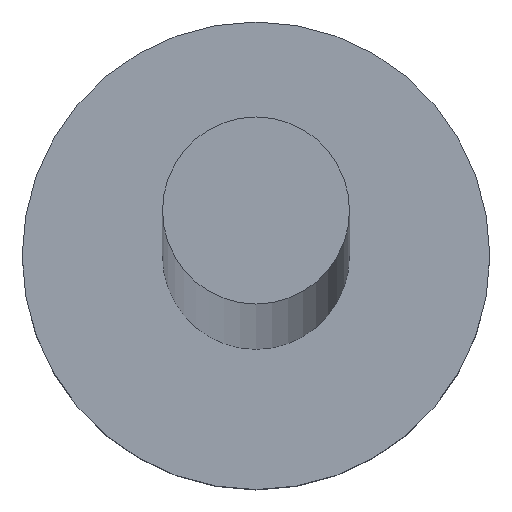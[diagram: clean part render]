
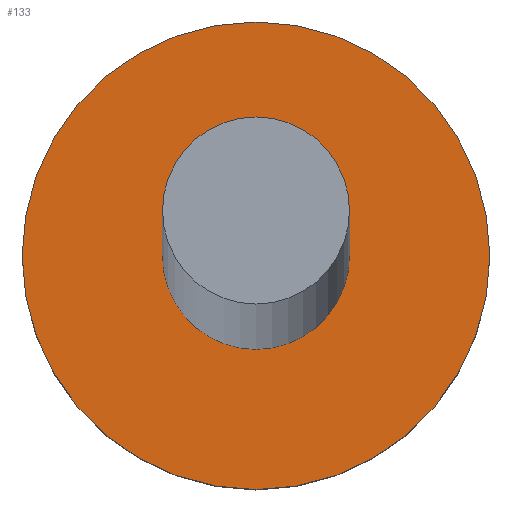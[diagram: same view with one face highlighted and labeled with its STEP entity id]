
A CAD part, top view. The second image highlights one B-rep face of the part: STEP entity #133.
In plain terms, the highlighted planar face has unit normal (0, 0, 1).
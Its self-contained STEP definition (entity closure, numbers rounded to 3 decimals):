
#16 = DIRECTION ( 'NONE',  ( 0., 0., 1. ) ) ;
#20 = AXIS2_PLACEMENT_3D ( 'NONE', #135, #100, #212 ) ;
#26 = CARTESIAN_POINT ( 'NONE',  ( 0., 0., 1.2 ) ) ;
#38 = DIRECTION ( 'NONE',  ( 1., 0., 0. ) ) ;
#39 = CIRCLE ( 'NONE', #64, 0.5 ) ;
#40 = VERTEX_POINT ( 'NONE', #215 ) ;
#58 = VERTEX_POINT ( 'NONE', #59 ) ;
#59 = CARTESIAN_POINT ( 'NONE',  ( 1.25, 0., 1.2 ) ) ;
#60 = EDGE_CURVE ( 'NONE', #58, #209, #241, .T. ) ;
#64 = AXIS2_PLACEMENT_3D ( 'NONE', #73, #213, #38 ) ;
#70 = AXIS2_PLACEMENT_3D ( 'NONE', #26, #239, #139 ) ;
#73 = CARTESIAN_POINT ( 'NONE',  ( 0., 0., 1.2 ) ) ;
#76 = EDGE_CURVE ( 'NONE', #40, #187, #253, .T. ) ;
#80 = DIRECTION ( 'NONE',  ( 0., 0., 1. ) ) ;
#81 = EDGE_CURVE ( 'NONE', #187, #40, #39, .T. ) ;
#87 = FACE_OUTER_BOUND ( 'NONE', #192, .T. ) ;
#95 = AXIS2_PLACEMENT_3D ( 'NONE', #194, #80, #181 ) ;
#100 = DIRECTION ( 'NONE',  ( 0., 0., 1. ) ) ;
#122 = PLANE ( 'NONE',  #70 ) ;
#131 = CARTESIAN_POINT ( 'NONE',  ( 0., 0., 1.2 ) ) ;
#133 = ADVANCED_FACE ( 'NONE', ( #196, #87 ), #122, .T. ) ;
#135 = CARTESIAN_POINT ( 'NONE',  ( 0., 0., 1.2 ) ) ;
#137 = CARTESIAN_POINT ( 'NONE',  ( -1.25, 0., 1.2 ) ) ;
#139 = DIRECTION ( 'NONE',  ( 1., 0., 0. ) ) ;
#144 = ORIENTED_EDGE ( 'NONE', *, *, #147, .T. ) ;
#147 = EDGE_CURVE ( 'NONE', #209, #58, #214, .T. ) ;
#149 = EDGE_LOOP ( 'NONE', ( #226, #250 ) ) ;
#167 = DIRECTION ( 'NONE',  ( 1., 0., 0. ) ) ;
#168 = AXIS2_PLACEMENT_3D ( 'NONE', #131, #16, #167 ) ;
#181 = DIRECTION ( 'NONE',  ( 1., 0., 0. ) ) ;
#187 = VERTEX_POINT ( 'NONE', #246 ) ;
#192 = EDGE_LOOP ( 'NONE', ( #144, #229 ) ) ;
#194 = CARTESIAN_POINT ( 'NONE',  ( 0., 0., 1.2 ) ) ;
#196 = FACE_BOUND ( 'NONE', #149, .T. ) ;
#209 = VERTEX_POINT ( 'NONE', #137 ) ;
#212 = DIRECTION ( 'NONE',  ( 1., 0., 0. ) ) ;
#213 = DIRECTION ( 'NONE',  ( 0., 0., 1. ) ) ;
#214 = CIRCLE ( 'NONE', #95, 1.25 ) ;
#215 = CARTESIAN_POINT ( 'NONE',  ( -0.5, 0., 1.2 ) ) ;
#226 = ORIENTED_EDGE ( 'NONE', *, *, #76, .F. ) ;
#229 = ORIENTED_EDGE ( 'NONE', *, *, #60, .T. ) ;
#239 = DIRECTION ( 'NONE',  ( 0., 0., 1. ) ) ;
#241 = CIRCLE ( 'NONE', #20, 1.25 ) ;
#246 = CARTESIAN_POINT ( 'NONE',  ( 0.5, 0., 1.2 ) ) ;
#250 = ORIENTED_EDGE ( 'NONE', *, *, #81, .F. ) ;
#253 = CIRCLE ( 'NONE', #168, 0.5 ) ;
